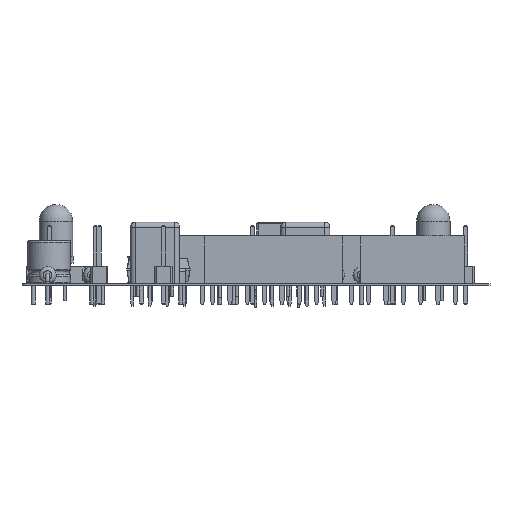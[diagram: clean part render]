
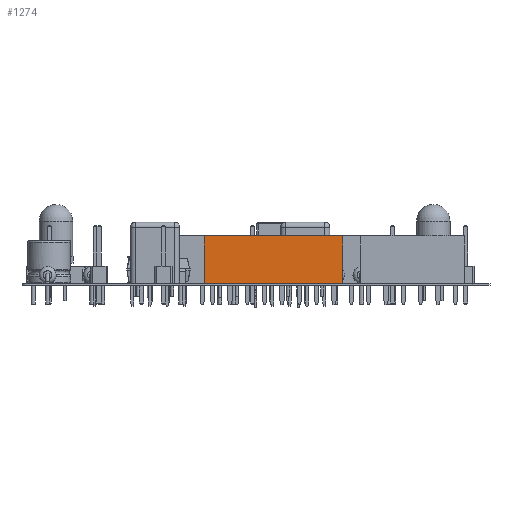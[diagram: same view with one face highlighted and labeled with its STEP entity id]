
A CAD part, front view. The second image highlights one B-rep face of the part: STEP entity #1274.
In plain terms, the highlighted face is planar.
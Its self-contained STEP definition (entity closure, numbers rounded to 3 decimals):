
#251 = VERTEX_POINT('',#252);
#252 = CARTESIAN_POINT('',(-1.27,-19.05,0.));
#260 = EDGE_CURVE('',#251,#261,#263,.T.);
#261 = VERTEX_POINT('',#262);
#262 = CARTESIAN_POINT('',(-1.27,-19.05,7.));
#263 = LINE('',#264,#265);
#264 = CARTESIAN_POINT('',(-1.27,-19.05,0.));
#265 = VECTOR('',#266,1.);
#266 = DIRECTION('',(0.,0.,1.));
#323 = VERTEX_POINT('',#324);
#324 = CARTESIAN_POINT('',(-1.27,1.27,7.));
#330 = EDGE_CURVE('',#331,#323,#333,.T.);
#331 = VERTEX_POINT('',#332);
#332 = CARTESIAN_POINT('',(-1.27,1.27,0.));
#333 = LINE('',#334,#335);
#334 = CARTESIAN_POINT('',(-1.27,1.27,0.));
#335 = VECTOR('',#336,1.);
#336 = DIRECTION('',(0.,0.,1.));
#395 = EDGE_CURVE('',#323,#261,#396,.T.);
#396 = LINE('',#397,#398);
#397 = CARTESIAN_POINT('',(-1.27,1.27,7.));
#398 = VECTOR('',#399,1.);
#399 = DIRECTION('',(0.,-1.,0.));
#689 = EDGE_CURVE('',#331,#251,#690,.T.);
#690 = LINE('',#691,#692);
#691 = CARTESIAN_POINT('',(-1.27,1.27,0.));
#692 = VECTOR('',#693,1.);
#693 = DIRECTION('',(0.,-1.,0.));
#1274 = ADVANCED_FACE('',(#1275),#1281,.F.);
#1275 = FACE_BOUND('',#1276,.F.);
#1276 = EDGE_LOOP('',(#1277,#1278,#1279,#1280));
#1277 = ORIENTED_EDGE('',*,*,#330,.T.);
#1278 = ORIENTED_EDGE('',*,*,#395,.T.);
#1279 = ORIENTED_EDGE('',*,*,#260,.F.);
#1280 = ORIENTED_EDGE('',*,*,#689,.F.);
#1281 = PLANE('',#1282);
#1282 = AXIS2_PLACEMENT_3D('',#1283,#1284,#1285);
#1283 = CARTESIAN_POINT('',(-1.27,1.27,0.));
#1284 = DIRECTION('',(1.,0.,0.));
#1285 = DIRECTION('',(0.,-1.,0.));
